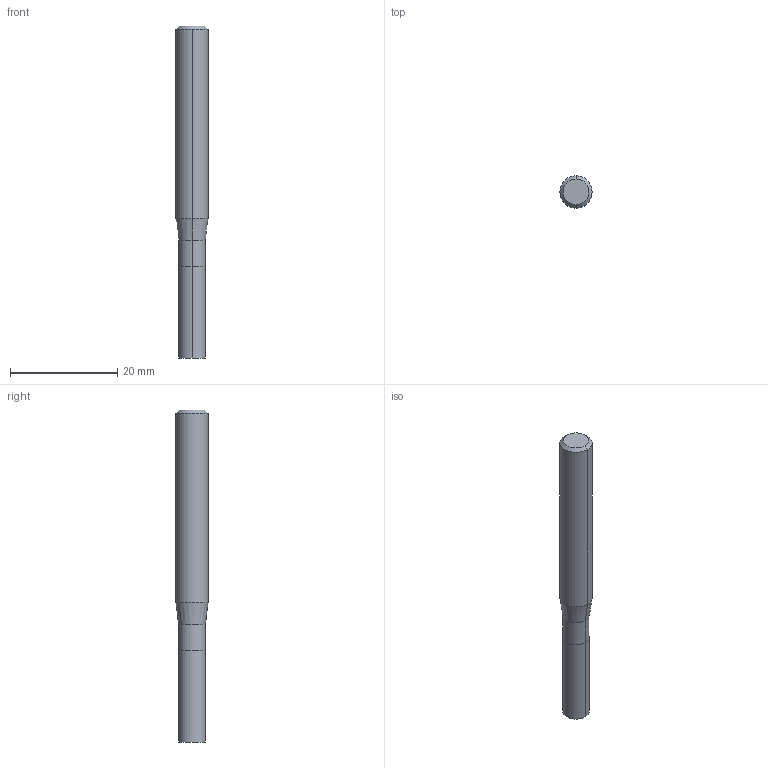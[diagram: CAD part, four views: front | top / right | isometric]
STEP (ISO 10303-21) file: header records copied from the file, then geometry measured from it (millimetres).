
FILE_DESCRIPTION(('STEP AP214'),'1');
FILE_NAME('608025668-000-00-E43.stp','2023-12-05T07:48:30',(' '),(' '),'Spatial InterOp 3D',' ',' ');
FILE_SCHEMA(('AUTOMOTIVE_DESIGN { 1 0 10303 214 1 1 1 1 }'));
Length unit declared in the file: millimetre
Products named in the file (1): 1
Bounding box: 6 x 6 x 62 mm (x, y, z)
Volume: 1542 mm3; surface area: 1173.9 mm2
Topology: 2 solids, 2 shells, 14 faces, 36 edges, 27 vertices
Faces by surface type: cylinder 6, cone 4, plane 4
Entity records: 571 total; most frequent: DIRECTION 86, CARTESIAN_POINT 70, ORIENTED_EDGE 48, AXIS2_PLACEMENT_3D 34, EDGE_CURVE 24, LINE 22, VECTOR 22, STYLED_ITEM 17
